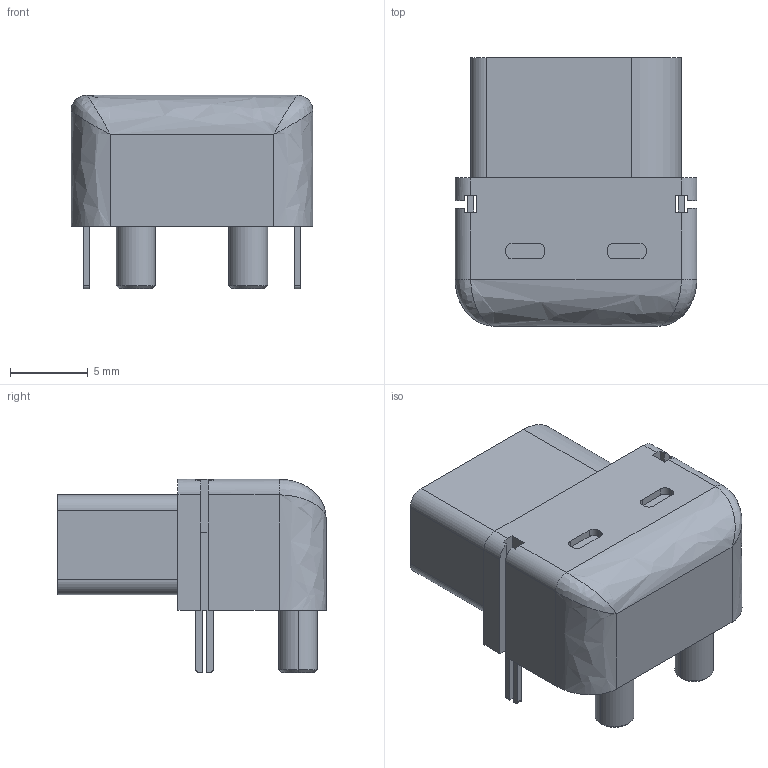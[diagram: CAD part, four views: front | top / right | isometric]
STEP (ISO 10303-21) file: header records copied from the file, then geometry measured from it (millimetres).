
FILE_DESCRIPTION (( 'STEP AP214' ), '1' );
FILE_NAME ('TH_2P-XT60PW-F.STEP', '2021-10-11T03:05:03', ( 'PC' ), ( 'Microsoft' ), 'SwSTEP 2.0', 'SolidWorks 2018', '' );
FILE_SCHEMA (( 'AUTOMOTIVE_DESIGN' ));
Length unit declared in the file: millimetre
Products named in the file (2): TH_2P-XT60PW-F
Bounding box: 15.5 x 17.2 x 12.4 mm (x, y, z)
Volume: 1644 mm3; surface area: 1385.9 mm2
Topology: 3 solids, 3 shells, 212 faces, 540 edges, 354 vertices
Faces by surface type: plane 137, cylinder 48, bspline 19, cone 8
Entity records: 9664 total; most frequent: CARTESIAN_POINT 2181, ORIENTED_EDGE 1076, DIRECTION 992, EDGE_CURVE 538, VECTOR 390, LINE 390, VERTEX_POINT 354, AXIS2_PLACEMENT_3D 301
